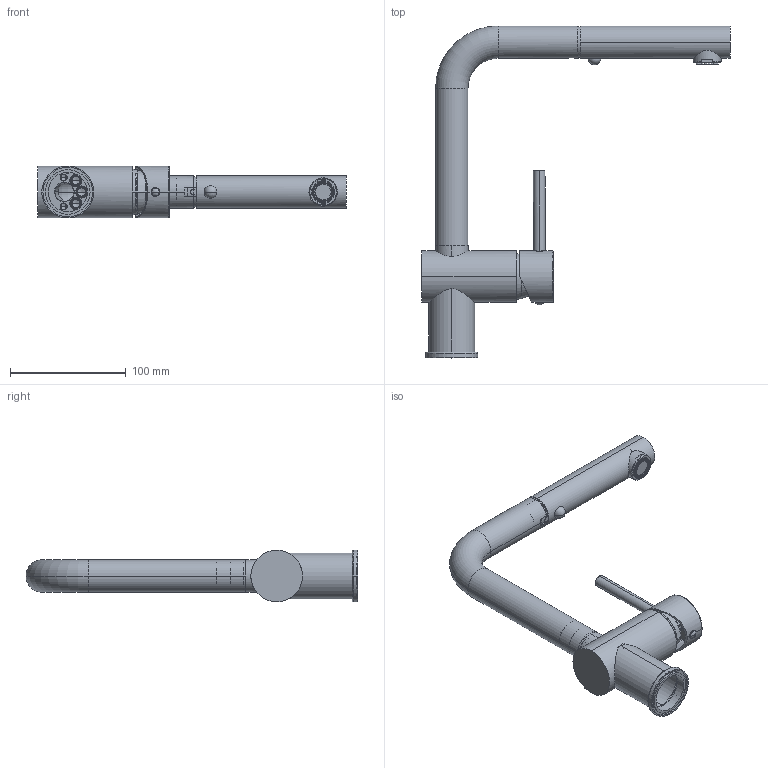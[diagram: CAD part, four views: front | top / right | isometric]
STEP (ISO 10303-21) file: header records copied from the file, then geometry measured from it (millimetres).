
FILE_DESCRIPTION((''),'2;1');
FILE_NAME('LIG285CR-MET_ASM','2021-06-10T10:46:59',('ut3'),('PAFFONI SpA'),'CREO PARAMETRIC BY PTC INC, 2020044','CREO PARAMETRIC BY PTC INC, 2020044','');
FILE_SCHEMA(('CONFIG_CONTROL_DESIGN','SHAPE_APPEARANCE_LAYERS_GROUPS'));
Length unit declared in the file: millimetre
Products named in the file (29): 2042116GR; 4071410_CORPO; 4071410_TEFLON; 4071410_ROTAZIONE; 4071410_ASTA; 4071410_FONDELLO; 4071410_GHIERA; 4071410_ASM; 2041630GR; 1000505GR; 4111160CR; 2051108GR; 2091105CRN; 2042118GR; 2042117GR; 2091269__AF1; 2091269__AF0; 2092065_AF0; 2092065_AF1; 5002058CR_ASM; 2081216CR; 4071223NE; 5004037CR_ASM; 4071098CLPG; 4071469CR; 2051110; 2042057GR; 2042059GR; LIG285CR-MET_ASM
Assembly tree (28 placements, depth 3):
  LIG285CR-MET_ASM
    2042116GR
    4071410_ASM
      4071410_CORPO
      4071410_TEFLON
      4071410_ROTAZIONE
      4071410_ASTA
      4071410_FONDELLO
      4071410_GHIERA
    2041630GR
    1000505GR
    4111160CR
    2051108GR
    2091105CRN
    2042118GR
    5002058CR_ASM
      2042117GR
      2091269__AF1
      2091269__AF0
      2092065_AF0
      2092065_AF1
    5004037CR_ASM
      2081216CR
      4071223NE
    4071098CLPG
    4071469CR
    2051110
    2042057GR
    2042059GR
Bounding box: 267 x 287.3 x 45 mm (x, y, z)
Volume: 210025.5 mm3; surface area: 180822.7 mm2
Topology: 31 solids, 54 shells, 2429 faces, 6504 edges, 4246 vertices
Faces by surface type: plane 1146, cylinder 706, cone 222, torus 185, bspline 94, extrusion 44, sphere 32
Entity records: 108439 total; most frequent: CARTESIAN_POINT 25591, DIRECTION 12933, ORIENTED_EDGE 12798, PRESENTATION_STYLE_ASSIGNMENT 6672, STYLED_ITEM 6516, CURVE_STYLE 6466, EDGE_CURVE 6466, AXIS2_PLACEMENT_3D 4694
